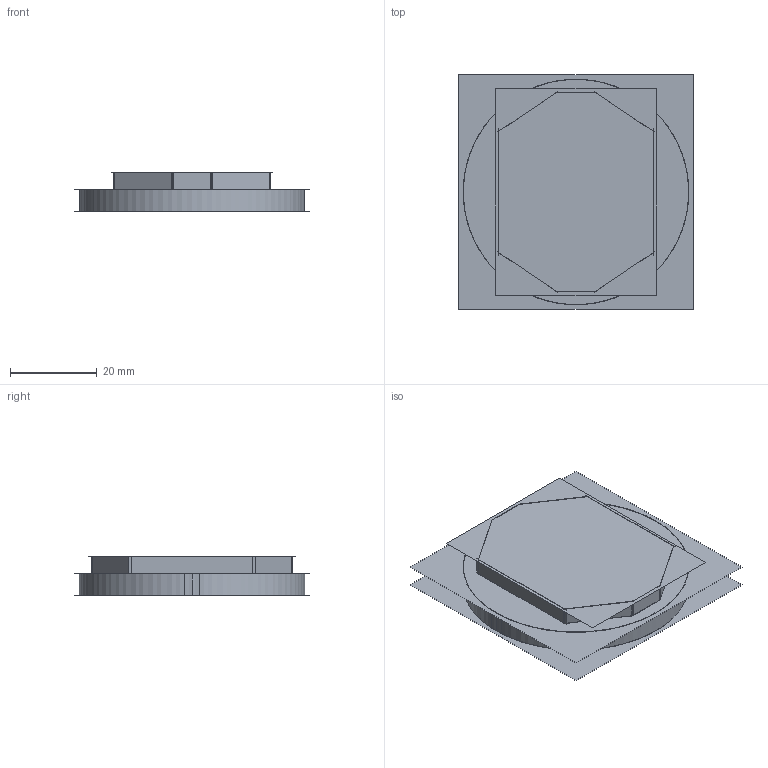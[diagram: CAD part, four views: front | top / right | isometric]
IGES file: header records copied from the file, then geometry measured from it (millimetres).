
Start section:  PTC IGES file: 161957.igs
Global section: file name: 161957.igs; native system: Creo Parametric by Parametric Technology Corporation; preprocessor: 2016010; author: pdmadmin; organization: Unknown; date: 20160421.135012; units: millimetre
Bounding box: 54.08 x 54.08 x 9.19 mm (x, y, z)
Volume: 16179.2 mm3; surface area: 25937.4 mm2
Topology: 1 solids, 1 shells, 26 faces, 116 edges, 140 vertices
Faces by surface type: bspline 22, revolution 4
